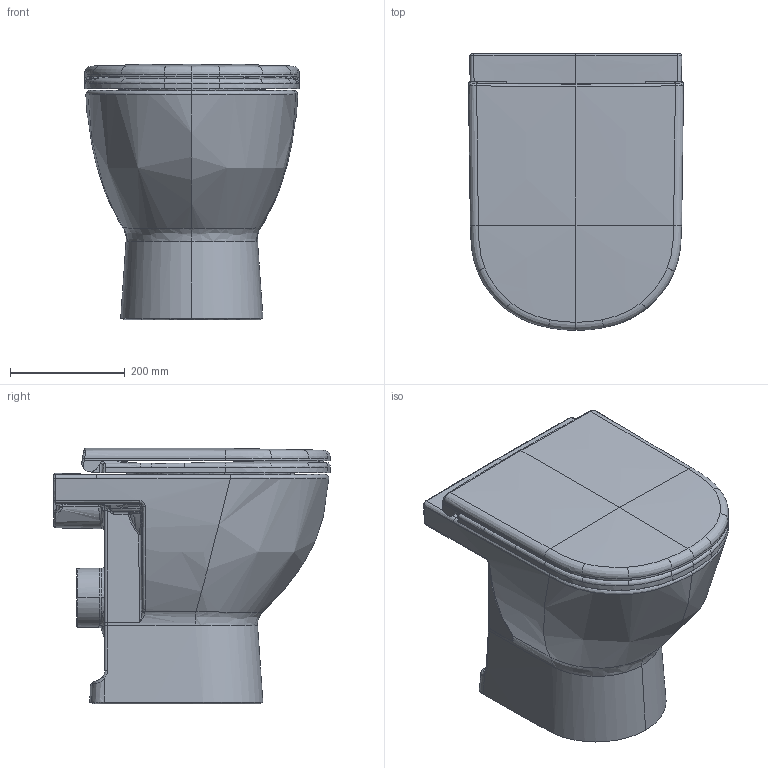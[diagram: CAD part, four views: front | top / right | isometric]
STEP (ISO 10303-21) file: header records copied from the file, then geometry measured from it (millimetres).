
FILE_DESCRIPTION(/* description */ (''),/* implementation_level */ '2;1');
FILE_NAME(/* name */ '203609',/* time_stamp */ '2024-10-25T10:41:34+02:00',/* author */ (''),/* organization */ (''),/* preprocessor_version */ 'ST-DEVELOPER v15',/* originating_system */ '',/* authorisation */ '');
FILE_SCHEMA (('AUTOMOTIVE_DESIGN'));
Products named in the file (1): Document
Bounding box: 375.13 x 482.45 x 445.94 mm (x, y, z)
Volume: 1802352.6 mm3; surface area: 1950599.6 mm2
Topology: 4 solids, 8 shells, 1353 faces, 3359 edges, 1962 vertices
Faces by surface type: bspline 1300, plane 53
Entity records: 275958 total; most frequent: CARTESIAN_POINT 255468, ORIENTED_EDGE 6559, EDGE_CURVE 3313, B_SPLINE_CURVE_WITH_KNOTS 3164, VERTEX_POINT 1962, EDGE_LOOP 1359, ADVANCED_FACE 1353, FACE_OUTER_BOUND 1353
